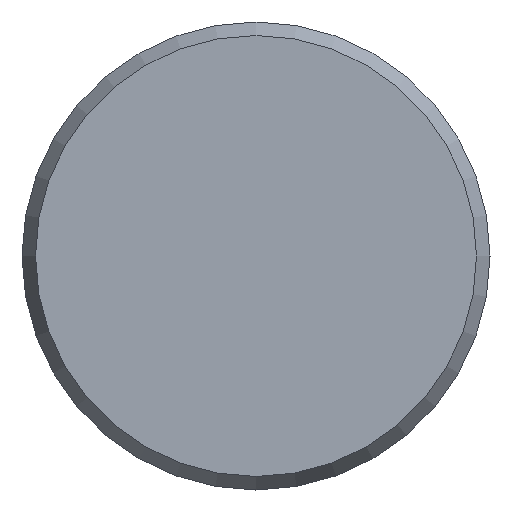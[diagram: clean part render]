
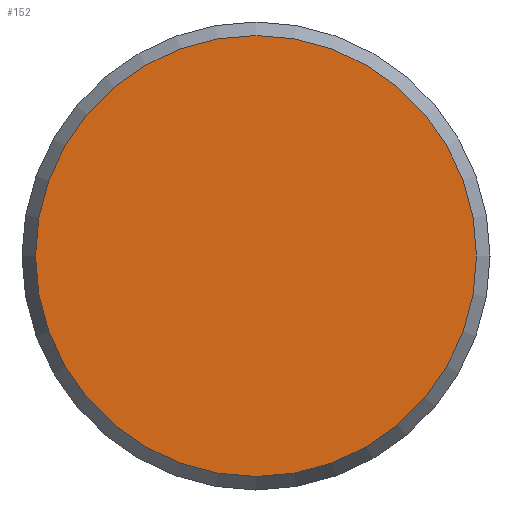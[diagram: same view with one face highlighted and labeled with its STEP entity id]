
A CAD part, left-side view. The second image highlights one B-rep face of the part: STEP entity #152.
In plain terms, the highlighted planar face has unit normal (-1, 0, 0).
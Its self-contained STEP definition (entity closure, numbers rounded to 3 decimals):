
#45 = DIRECTION ( 'NONE',  ( 0., 0., 1. ) ) ;
#49 = EDGE_CURVE ( 'NONE', #99, #99, #134, .T. ) ;
#99 = VERTEX_POINT ( 'NONE', #277 ) ;
#134 = CIRCLE ( 'NONE', #147, 4.711 ) ;
#135 = CARTESIAN_POINT ( 'NONE',  ( -12.5, 0., 0. ) ) ;
#147 = AXIS2_PLACEMENT_3D ( 'NONE', #135, #181, #45 ) ;
#152 = ADVANCED_FACE ( 'NONE', ( #170 ), #253, .F. ) ;
#170 = FACE_OUTER_BOUND ( 'NONE', #238, .T. ) ;
#173 = ORIENTED_EDGE ( 'NONE', *, *, #49, .T. ) ;
#181 = DIRECTION ( 'NONE',  ( -1., 0., 0. ) ) ;
#238 = EDGE_LOOP ( 'NONE', ( #173 ) ) ;
#245 = AXIS2_PLACEMENT_3D ( 'NONE', #300, #280, #251 ) ;
#251 = DIRECTION ( 'NONE',  ( 0., 0., -1. ) ) ;
#253 = PLANE ( 'NONE',  #245 ) ;
#277 = CARTESIAN_POINT ( 'NONE',  ( -12.5, 0., 4.711 ) ) ;
#280 = DIRECTION ( 'NONE',  ( 1., 0., 0. ) ) ;
#300 = CARTESIAN_POINT ( 'NONE',  ( -12.5, 4.711, 0. ) ) ;
